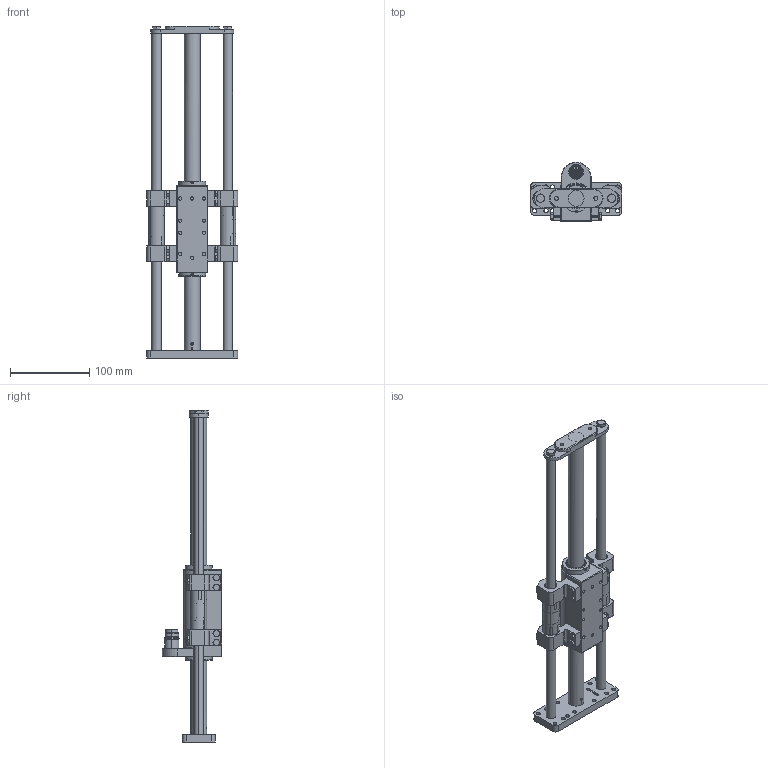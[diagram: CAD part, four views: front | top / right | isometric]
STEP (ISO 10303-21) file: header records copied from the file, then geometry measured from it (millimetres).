
FILE_DESCRIPTION (( 'STEP AP214' ), '1' );
FILE_NAME ('0186-2356_260204_SM01-37Sx60-XP-R-280_SSCP_BE20.STEP', '2026-02-04T11:03:37', ( '' ), ( '' ), 'SwSTEP 2.0', 'SolidWorks 2026', '' );
FILE_SCHEMA (( 'AUTOMOTIVE_DESIGN' ));
Length unit declared in the file: millimetre
Products named in the file (22): 0230-0743_Linearkugellager_LBBR 12-1LS_HV6; 0180-3850_SM01k-37S-12-RTS-L; 0230-1144_D1-M6x1_SW7; 0180-2051_PAW01-20-BL-Lf; 0230-0764_6kt-schr_M6x16_INOX; 0160-5050_SL01h-37Sx60-BE20; 0180-1355_PB01-37Sh-SSC_PB01h-37Sh_SSC-20; 0186-1007_PS01-37Sx60-HP-B01-SSCP-G01-R; 0186-2351_PL01-20x410!360-XP-SF_PL01-20x410!360-HP-SF; 0230-0615_Zyl.-Schr_I-6kt_n-K_M8x16_8.8_INOX; 0180-3856_Dichtung_LBBR 12x20x4; 0230-0644_O-Ring_22.00x1.00_NBR70_schwarz_Gedehnt; 0180-3854_SM01k-37S-FP-BE20-SSC; 0230-1182_Zyl.-Schr_I-6kt_n-K_M6x16_INOX; 0180-3851_SL01k-LR-20x...-SSC_SL01k-LR-20x73.5-SSC; 0180-1356_PB01-37Sv-SSC_PB01-37Sv_SSC-20; Stator_PS01-37Sx60-HP-SSC-G01; 0180-3849_SM01k-37S-12-RTS-R; 0180-3855_SM01k-37S-RP-BE20-SSC; 0180-3853_SL01k-12x...-2xM6-SSC_SL01k-12x405-2xM6-SSC; 0186-2356_260204_SM01-37Sx60-XP-R-280_SSCP_BE20; 0230-0725_6kt-schr_M5x14_INOX
Assembly tree (43 placements, depth 3):
  0186-2356_260204_SM01-37Sx60-XP-R-280_SSCP_BE20
    0186-1007_PS01-37Sx60-HP-B01-SSCP-G01-R
      Stator_PS01-37Sx60-HP-SSC-G01
      0230-0644_O-Ring_22.00x1.00_NBR70_schwarz_Gedehnt  x2
      0180-1355_PB01-37Sh-SSC_PB01h-37Sh_SSC-20
      0180-1356_PB01-37Sv-SSC_PB01-37Sv_SSC-20
      0180-2051_PAW01-20-BL-Lf  x2
    0186-2351_PL01-20x410!360-XP-SF_PL01-20x410!360-HP-SF
    0180-3849_SM01k-37S-12-RTS-R  x2
    0180-3850_SM01k-37S-12-RTS-L  x2
    0160-5050_SL01h-37Sx60-BE20  x2
      0180-3851_SL01k-LR-20x...-SSC_SL01k-LR-20x73.5-SSC
      0230-0743_Linearkugellager_LBBR 12-1LS_HV6
    0180-3856_Dichtung_LBBR 12x20x4  x4
    0230-0725_6kt-schr_M5x14_INOX  x8
    0180-3853_SL01k-12x...-2xM6-SSC_SL01k-12x405-2xM6-SSC  x2
    0180-3854_SM01k-37S-FP-BE20-SSC
    0230-0615_Zyl.-Schr_I-6kt_n-K_M8x16_8.8_INOX
    0230-1182_Zyl.-Schr_I-6kt_n-K_M6x16_INOX  x2
    0180-3855_SM01k-37S-RP-BE20-SSC
    0230-0764_6kt-schr_M6x16_INOX  x2
    0230-1144_D1-M6x1_SW7  x4
Bounding box: 115.73 x 75 x 419.35 mm (x, y, z)
Volume: 523274.3 mm3; surface area: 207015.7 mm2
Topology: 47 solids, 47 shells, 3136 faces, 7753 edges, 4829 vertices
Faces by surface type: cone 1157, cylinder 961, plane 698, bspline 238, torus 80, sphere 2
Entity records: 52729 total; most frequent: CARTESIAN_POINT 15568, ORIENTED_EDGE 7622, DIRECTION 7537, EDGE_CURVE 3811, AXIS2_PLACEMENT_3D 2912, VERTEX_POINT 2426, EDGE_LOOP 1745, LINE 1713
